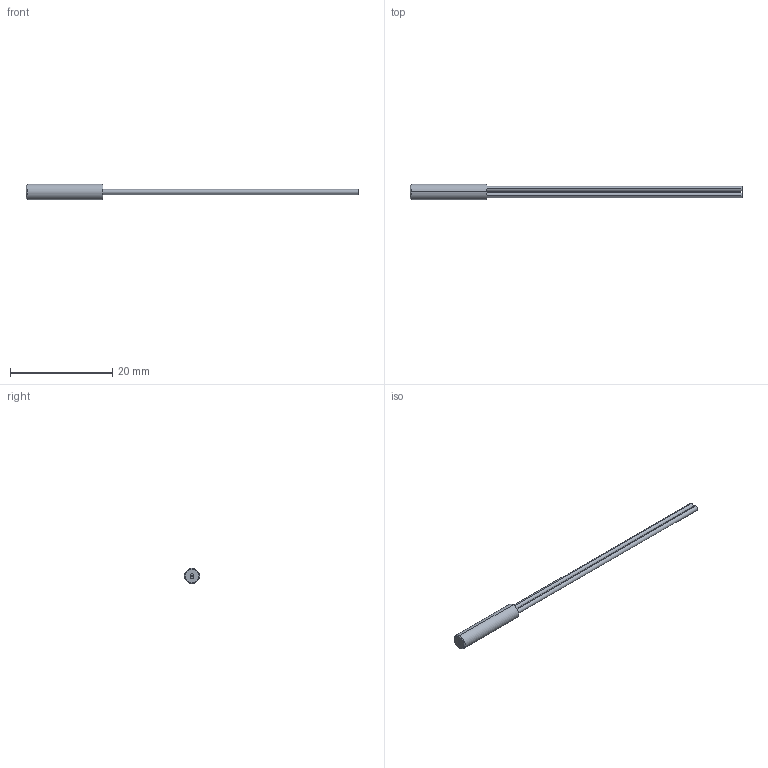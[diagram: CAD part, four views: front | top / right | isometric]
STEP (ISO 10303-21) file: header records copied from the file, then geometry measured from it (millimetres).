
FILE_DESCRIPTION (( 'STEP AP214' ), '1' );
FILE_NAME ('GPF-D005.STEP', '2017-11-17T21:23:05', ( '' ), ( '' ), 'SwSTEP 2.0', 'SolidWorks 2018', '' );
FILE_SCHEMA (( 'AUTOMOTIVE_DESIGN' ));
Length unit declared in the file: millimetre
Products named in the file (4): GPF-D005_FIBER; GPF-D005_HEAD; GPF-D005; GPF-D005_LENS
Assembly tree (5 placements, depth 2):
  GPF-D005
    GPF-D005_HEAD
    GPF-D005_FIBER  x2
    GPF-D005_LENS  x2
Bounding box: 65 x 3 x 3 mm (x, y, z)
Volume: 184.4 mm3; surface area: 472.8 mm2
Topology: 5 solids, 5 shells, 28 faces, 46 edges, 30 vertices
Faces by surface type: cylinder 14, plane 12, cone 2
Entity records: 654 total; most frequent: DIRECTION 112, CARTESIAN_POINT 84, ORIENTED_EDGE 68, AXIS2_PLACEMENT_3D 50, EDGE_CURVE 34, CIRCLE 22, EDGE_LOOP 22, VERTEX_POINT 22
